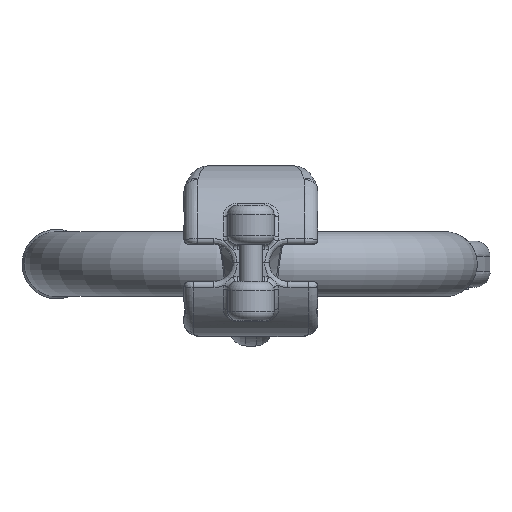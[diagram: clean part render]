
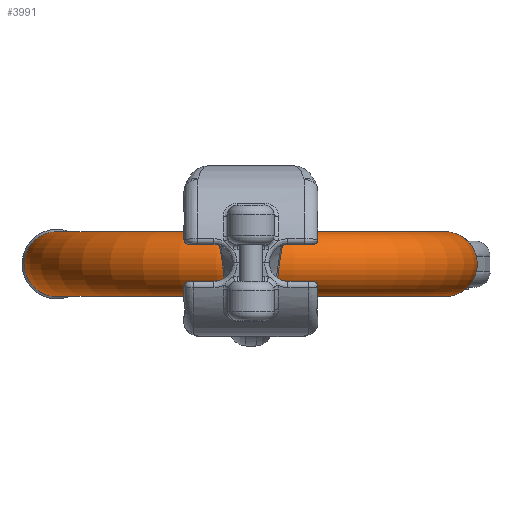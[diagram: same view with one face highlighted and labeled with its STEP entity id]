
A CAD part, front view. The second image highlights one B-rep face of the part: STEP entity #3991.
In plain terms, the highlighted toroidal (fillet/blend) face has major radius 42 mm and minor radius 7 mm.
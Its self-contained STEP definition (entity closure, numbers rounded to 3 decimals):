
#323=TOROIDAL_SURFACE('',#11432,42.,7.);
#3991=ADVANCED_FACE('',(#4287,#4288),#323,.T.);
#4287=FACE_BOUND('',#4820,.T.);
#4288=FACE_BOUND('',#4821,.T.);
#4820=EDGE_LOOP('',(#7445));
#4821=EDGE_LOOP('',(#7446));
#7445=ORIENTED_EDGE('',*,*,#10344,.T.);
#7446=ORIENTED_EDGE('',*,*,#10342,.F.);
#8913=VERTEX_POINT('',#21448);
#8915=VERTEX_POINT('',#21453);
#10342=EDGE_CURVE('',#8913,#8913,#10830,.T.);
#10344=EDGE_CURVE('',#8915,#8915,#10832,.T.);
#10830=CIRCLE('',#11428,7.);
#10832=CIRCLE('',#11431,7.);
#11428=AXIS2_PLACEMENT_3D('',#21447,#13313,#13314);
#11431=AXIS2_PLACEMENT_3D('',#21452,#13319,#13320);
#11432=AXIS2_PLACEMENT_3D('',#21454,#13321,#13322);
#13313=DIRECTION('',(0.,1.,0.));
#13314=DIRECTION('',(1.,0.,0.));
#13319=DIRECTION('',(0.,-1.,0.));
#13320=DIRECTION('',(-1.,0.,0.));
#13321=DIRECTION('',(0.,0.,-1.));
#13322=DIRECTION('',(-1.,0.,0.));
#21447=CARTESIAN_POINT('',(-44.275,-25.,0.));
#21448=CARTESIAN_POINT('',(-37.275,-25.,0.));
#21452=CARTESIAN_POINT('',(39.725,-25.,0.));
#21453=CARTESIAN_POINT('',(32.725,-25.,0.));
#21454=CARTESIAN_POINT('',(-2.275,-25.,0.));
